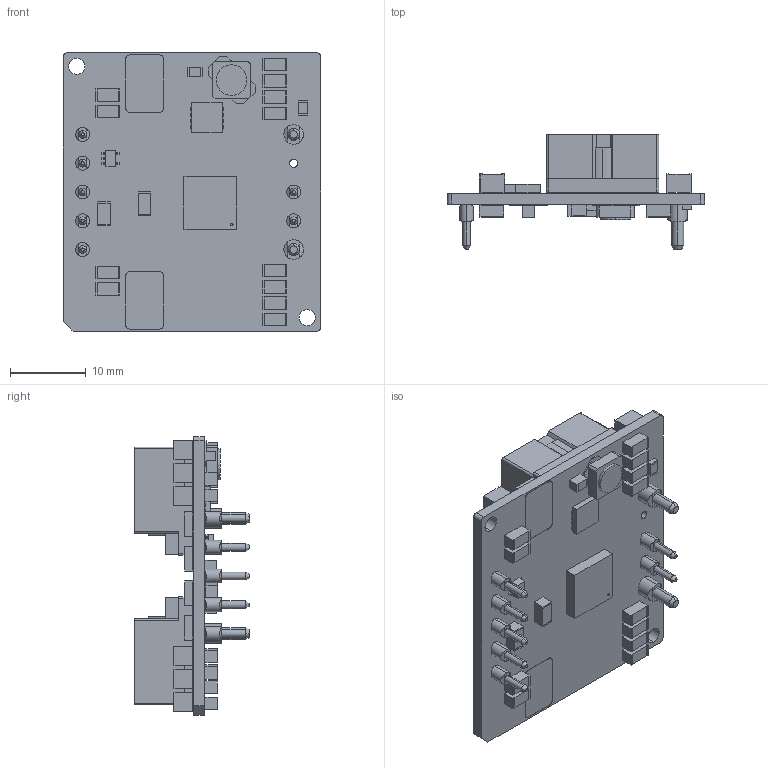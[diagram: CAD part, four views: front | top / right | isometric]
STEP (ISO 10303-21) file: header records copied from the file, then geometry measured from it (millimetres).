
FILE_DESCRIPTION (( 'STEP AP214' ), '1' );
FILE_NAME ('i7A_45A_Base_Unit.STEP', '2021-04-11T22:53:43', ( '' ), ( '' ), 'SwSTEP 2.0', 'SolidWorks 2017', '' );
FILE_SCHEMA (( 'AUTOMOTIVE_DESIGN' ));
Length unit declared in the file: millimetre
Products named in the file (1): i7A_45A_Base_Unit
Bounding box: 34.04 x 15.21 x 36.83 mm (x, y, z)
Volume: 5251.6 mm3; surface area: 6350.4 mm2
Topology: 51 solids, 60 shells, 954 faces, 2411 edges, 1584 vertices
Faces by surface type: plane 785, cylinder 133, cone 36
Entity records: 29133 total; most frequent: CARTESIAN_POINT 5560, ORIENTED_EDGE 4822, DIRECTION 4557, EDGE_CURVE 2411, LINE 1923, VECTOR 1923, VERTEX_POINT 1584, AXIS2_PLACEMENT_3D 1317
